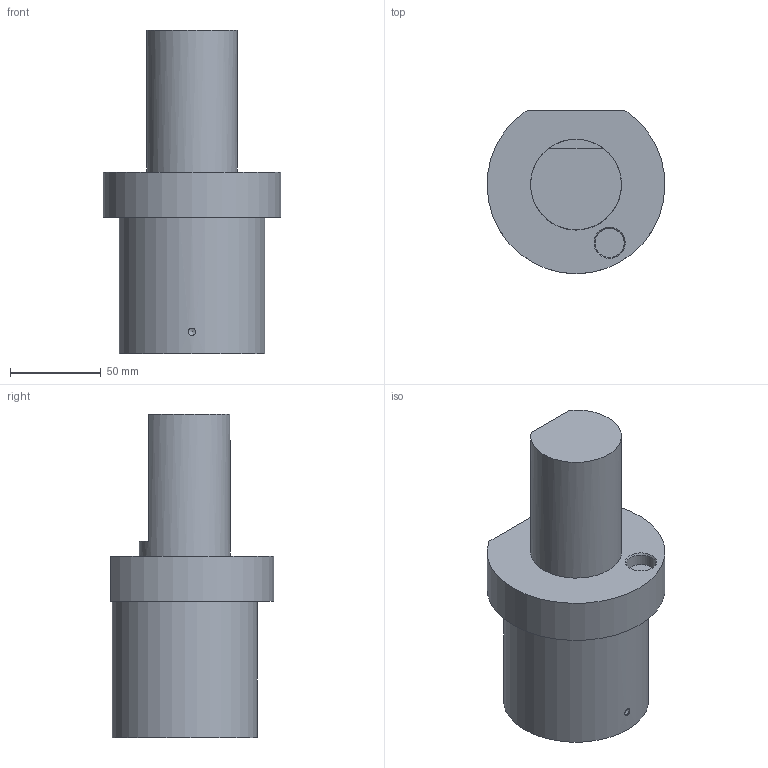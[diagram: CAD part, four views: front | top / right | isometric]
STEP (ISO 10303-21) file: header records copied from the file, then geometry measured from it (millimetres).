
FILE_DESCRIPTION(/* description */ (''),/* implementation_level */ '2;1');
FILE_NAME(/* name */ '1513946134054.stp',/* time_stamp */ '2017-12-22T13:35:41+01:00',/* author */ (''),/* organization */ ('SMS'),/* preprocessor_version */ 'ST-DEVELOPER v15',/* originating_system */ 'SIEMENS PLM Software NX 8.5',/* authorisation */ '');
FILE_SCHEMA (('AUTOMOTIVE_DESIGN { 1 0 10303 214 3 1 1 1 }'));
Length unit declared in the file: millimetre
Products named in the file (1): 200839408mod000_01
Bounding box: 97.94 x 90 x 178 mm (x, y, z)
Volume: 609444.3 mm3; surface area: 64219.8 mm2
Topology: 1 solids, 1 shells, 25 faces, 52 edges, 34 vertices
Faces by surface type: plane 10, cone 9, cylinder 6
Full cylindrical faces by diameter (mm): 4 x1, 16.014 x1, 20 x1, 49.992 x1, 80 x1
Entity records: 719 total; most frequent: CARTESIAN_POINT 159, DIRECTION 124, ORIENTED_EDGE 82, AXIS2_PLACEMENT_3D 55, EDGE_CURVE 41, EDGE_LOOP 38, VERTEX_POINT 32, FACE_BOUND 26
